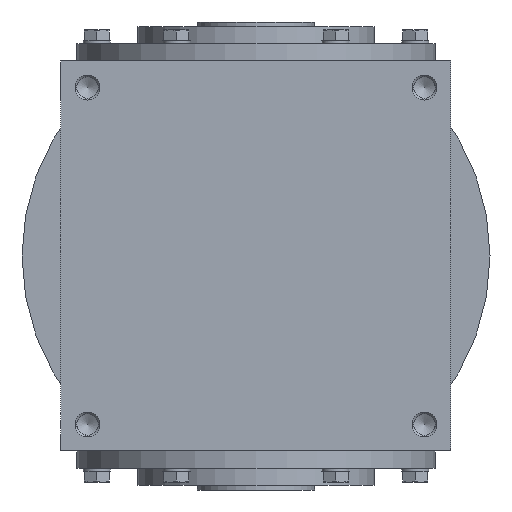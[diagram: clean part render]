
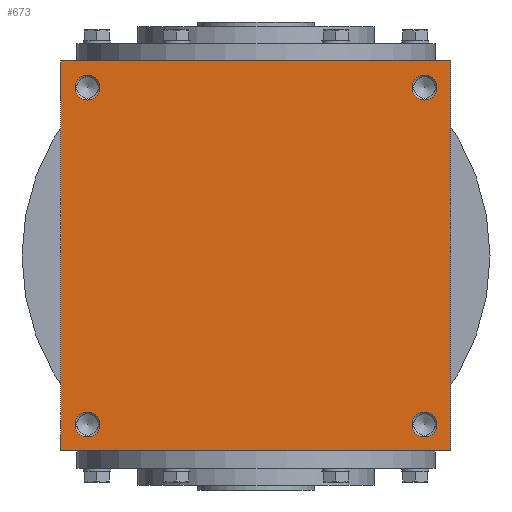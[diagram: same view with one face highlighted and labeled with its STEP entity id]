
A CAD part, left-side view. The second image highlights one B-rep face of the part: STEP entity #673.
In plain terms, the highlighted face is planar.
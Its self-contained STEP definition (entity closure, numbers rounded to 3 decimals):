
#673 = ADVANCED_FACE( '', ( #1369, #1370, #1371, #1372, #1373 ), #1374, .F. );
#1369 = FACE_BOUND( '', #2121, .T. );
#1370 = FACE_BOUND( '', #2122, .T. );
#1371 = FACE_BOUND( '', #2123, .T. );
#1372 = FACE_BOUND( '', #2124, .T. );
#1373 = FACE_OUTER_BOUND( '', #2125, .T. );
#1374 = PLANE( '', #2126 );
#2121 = EDGE_LOOP( '', ( #3282 ) );
#2122 = EDGE_LOOP( '', ( #3283 ) );
#2123 = EDGE_LOOP( '', ( #3284 ) );
#2124 = EDGE_LOOP( '', ( #3285 ) );
#2125 = EDGE_LOOP( '', ( #3286, #3287, #3288, #3289 ) );
#2126 = AXIS2_PLACEMENT_3D( '', #3290, #3291, #3292 );
#3282 = ORIENTED_EDGE( '', *, *, #3999, .F. );
#3283 = ORIENTED_EDGE( '', *, *, #4060, .T. );
#3284 = ORIENTED_EDGE( '', *, *, #4169, .F. );
#3285 = ORIENTED_EDGE( '', *, *, #4235, .T. );
#3286 = ORIENTED_EDGE( '', *, *, #4288, .F. );
#3287 = ORIENTED_EDGE( '', *, *, #4289, .F. );
#3288 = ORIENTED_EDGE( '', *, *, #4134, .F. );
#3289 = ORIENTED_EDGE( '', *, *, #4254, .F. );
#3290 = CARTESIAN_POINT( '', ( 0., 0., -125. ) );
#3291 = DIRECTION( '', ( 0., 0., 1. ) );
#3292 = DIRECTION( '', ( 1., 0., 0. ) );
#3999 = EDGE_CURVE( '', #4639, #4639, #4640, .T. );
#4060 = EDGE_CURVE( '', #4733, #4733, #4734, .T. );
#4134 = EDGE_CURVE( '', #4841, #4842, #4843, .T. );
#4169 = EDGE_CURVE( '', #4887, #4887, #4888, .T. );
#4235 = EDGE_CURVE( '', #4982, #4982, #4983, .T. );
#4254 = EDGE_CURVE( '', #5009, #4841, #5010, .T. );
#4288 = EDGE_CURVE( '', #5057, #5009, #5058, .T. );
#4289 = EDGE_CURVE( '', #4842, #5057, #5059, .T. );
#4639 = VERTEX_POINT( '', #5482 );
#4640 = CIRCLE( '', #5483, 8. );
#4733 = VERTEX_POINT( '', #5631 );
#4734 = CIRCLE( '', #5632, 8. );
#4841 = VERTEX_POINT( '', #5759 );
#4842 = VERTEX_POINT( '', #5760 );
#4843 = LINE( '', #5761, #5762 );
#4887 = VERTEX_POINT( '', #5819 );
#4888 = CIRCLE( '', #5820, 8. );
#4982 = VERTEX_POINT( '', #5926 );
#4983 = CIRCLE( '', #5927, 8. );
#5009 = VERTEX_POINT( '', #5966 );
#5010 = LINE( '', #5967, #5968 );
#5057 = VERTEX_POINT( '', #6023 );
#5058 = LINE( '', #6024, #6025 );
#5059 = LINE( '', #6026, #6027 );
#5482 = CARTESIAN_POINT( '', ( -116., 108., -125. ) );
#5483 = AXIS2_PLACEMENT_3D( '', #6418, #6419, #6420 );
#5631 = CARTESIAN_POINT( '', ( 116., 108., -125. ) );
#5632 = AXIS2_PLACEMENT_3D( '', #6498, #6499, #6500 );
#5759 = CARTESIAN_POINT( '', ( 125., -125., -125. ) );
#5760 = CARTESIAN_POINT( '', ( 125., 125., -125. ) );
#5761 = CARTESIAN_POINT( '', ( 125., -125., -125. ) );
#5762 = VECTOR( '', #6617, 1000. );
#5819 = CARTESIAN_POINT( '', ( -116., -108., -125. ) );
#5820 = AXIS2_PLACEMENT_3D( '', #6666, #6667, #6668 );
#5926 = CARTESIAN_POINT( '', ( 116., -108., -125. ) );
#5927 = AXIS2_PLACEMENT_3D( '', #6782, #6783, #6784 );
#5966 = CARTESIAN_POINT( '', ( -125., -125., -125. ) );
#5967 = CARTESIAN_POINT( '', ( -125., -125., -125. ) );
#5968 = VECTOR( '', #6810, 1000. );
#6023 = CARTESIAN_POINT( '', ( -125., 125., -125. ) );
#6024 = CARTESIAN_POINT( '', ( -125., 125., -125. ) );
#6025 = VECTOR( '', #6865, 1000. );
#6026 = CARTESIAN_POINT( '', ( 125., 125., -125. ) );
#6027 = VECTOR( '', #6866, 1000. );
#6418 = CARTESIAN_POINT( '', ( -108., 108., -125. ) );
#6419 = DIRECTION( '', ( 0., 0., -1. ) );
#6420 = DIRECTION( '', ( -1., 0., 0. ) );
#6498 = CARTESIAN_POINT( '', ( 108., 108., -125. ) );
#6499 = DIRECTION( '', ( 0., 0., 1. ) );
#6500 = DIRECTION( '', ( 1., 0., 0. ) );
#6617 = DIRECTION( '', ( 0., 1., 0. ) );
#6666 = CARTESIAN_POINT( '', ( -108., -108., -125. ) );
#6667 = DIRECTION( '', ( 0., 0., -1. ) );
#6668 = DIRECTION( '', ( -1., 0., 0. ) );
#6782 = CARTESIAN_POINT( '', ( 108., -108., -125. ) );
#6783 = DIRECTION( '', ( 0., 0., 1. ) );
#6784 = DIRECTION( '', ( 1., 0., 0. ) );
#6810 = DIRECTION( '', ( 1., 0., 0. ) );
#6865 = DIRECTION( '', ( 0., -1., 0. ) );
#6866 = DIRECTION( '', ( -1., 0., 0. ) );
